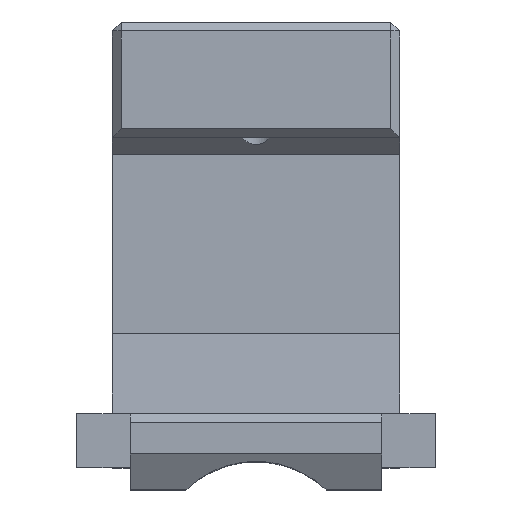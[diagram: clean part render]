
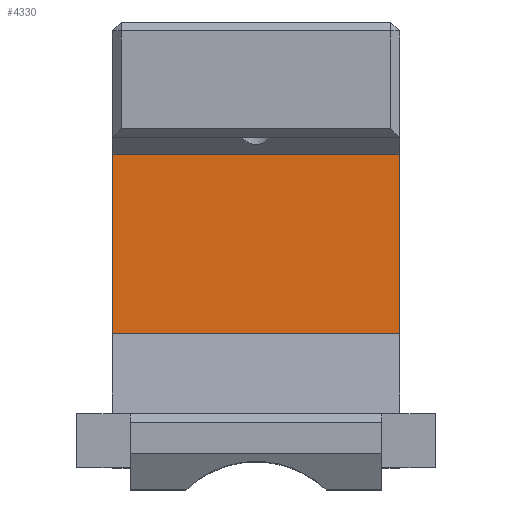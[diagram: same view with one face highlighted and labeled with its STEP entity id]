
A CAD part, top view. The second image highlights one B-rep face of the part: STEP entity #4330.
In plain terms, the highlighted planar face has unit normal (0, 0, 1).
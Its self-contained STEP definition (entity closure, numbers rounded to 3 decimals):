
#636=FACE_OUTER_BOUND('',#878,.T.);
#878=EDGE_LOOP('',(#3855,#3856,#3857,#3858));
#942=LINE('',#6300,#1312);
#986=LINE('',#6388,#1356);
#1254=LINE('',#7502,#1624);
#1255=LINE('',#7504,#1625);
#1312=VECTOR('',#4917,10.);
#1356=VECTOR('',#4969,10.);
#1624=VECTOR('',#6107,10.);
#1625=VECTOR('',#6110,10.);
#1681=VERTEX_POINT('',#6297);
#1682=VERTEX_POINT('',#6299);
#1721=VERTEX_POINT('',#6385);
#1722=VERTEX_POINT('',#6387);
#2110=EDGE_CURVE('',#1682,#1681,#942,.T.);
#2155=EDGE_CURVE('',#1722,#1721,#986,.T.);
#2692=EDGE_CURVE('',#1721,#1682,#1254,.T.);
#2693=EDGE_CURVE('',#1722,#1681,#1255,.T.);
#3855=ORIENTED_EDGE('',*,*,#2692,.T.);
#3856=ORIENTED_EDGE('',*,*,#2110,.T.);
#3857=ORIENTED_EDGE('',*,*,#2693,.F.);
#3858=ORIENTED_EDGE('',*,*,#2155,.T.);
#4118=PLANE('',#4841);
#4330=ADVANCED_FACE('',(#636),#4118,.T.);
#4841=AXIS2_PLACEMENT_3D('',#7503,#6108,#6109);
#4917=DIRECTION('',(0.,1.,0.));
#4969=DIRECTION('',(0.,-1.,0.));
#6107=DIRECTION('',(1.,0.,0.));
#6108=DIRECTION('center_axis',(0.,0.,
1.));
#6109=DIRECTION('ref_axis',(0.,1.,0.));
#6110=DIRECTION('',(1.,0.,0.));
#6297=CARTESIAN_POINT('',(16.,8.505,-11.261));
#6299=CARTESIAN_POINT('',(16.,-11.476,-11.261));
#6300=CARTESIAN_POINT('',(16.,-18.639,-11.261));
#6385=CARTESIAN_POINT('',(-16.,-11.476,-11.261));
#6387=CARTESIAN_POINT('',(-16.,8.505,-11.261));
#6388=CARTESIAN_POINT('',(-16.,-22.328,-11.261));
#7502=CARTESIAN_POINT('',(16.,-11.476,-11.261));
#7503=CARTESIAN_POINT('Origin',(16.,-17.679,-11.261));
#7504=CARTESIAN_POINT('',(0.,8.505,-11.261));
